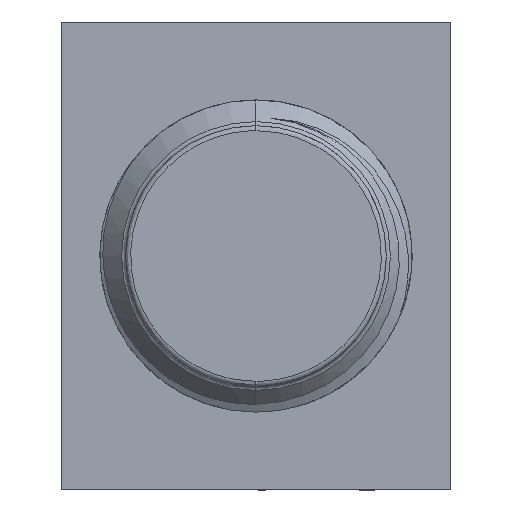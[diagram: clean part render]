
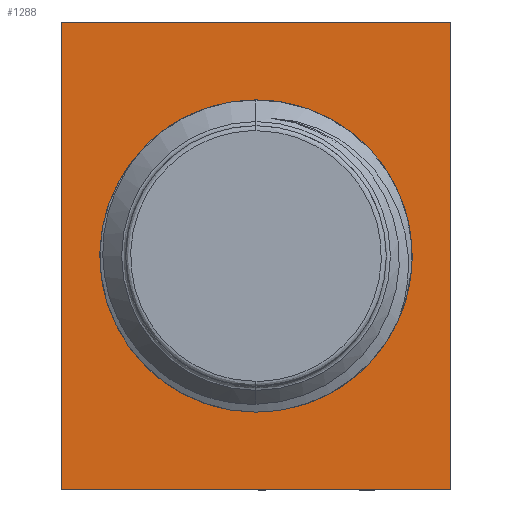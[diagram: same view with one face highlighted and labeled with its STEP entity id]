
A CAD part, left-side view. The second image highlights one B-rep face of the part: STEP entity #1288.
In plain terms, the highlighted planar face has unit normal (-1, 0, 0).
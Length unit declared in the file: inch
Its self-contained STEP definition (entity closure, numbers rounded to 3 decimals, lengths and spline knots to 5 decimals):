
#36 = ORIENTED_EDGE ( 'NONE', *, *, #536, .T. ) ;
#47 = ORIENTED_EDGE ( 'NONE', *, *, #83, .F. ) ;
#51 = LINE ( 'NONE', #1468, #2495 ) ;
#83 = EDGE_CURVE ( 'NONE', #1834, #1002, #843, .T. ) ;
#153 = EDGE_CURVE ( 'NONE', #1227, #1535, #1381, .T. ) ;
#267 = VERTEX_POINT ( 'NONE', #1523 ) ;
#304 = CIRCLE ( 'NONE', #1807, 0.10433 ) ;
#314 = DIRECTION ( 'NONE',  ( 1., 0., 0. ) ) ;
#381 = LINE ( 'NONE', #1932, #1165 ) ;
#388 = AXIS2_PLACEMENT_3D ( 'NONE', #1854, #474, #2423 ) ;
#402 = CARTESIAN_POINT ( 'NONE',  ( 0.31102, 0., 0.10433 ) ) ;
#433 = EDGE_LOOP ( 'NONE', ( #47, #500 ) ) ;
#460 = CARTESIAN_POINT ( 'NONE',  ( 0.31102, 0., 0. ) ) ;
#474 = DIRECTION ( 'NONE',  ( -1., 0., 0. ) ) ;
#490 = DIRECTION ( 'NONE',  ( 0., 1., 0. ) ) ;
#500 = ORIENTED_EDGE ( 'NONE', *, *, #1581, .F. ) ;
#507 = PLANE ( 'NONE',  #2090 ) ;
#531 = CARTESIAN_POINT ( 'NONE',  ( 0.31102, -0.15591, 0.1874 ) ) ;
#536 = EDGE_CURVE ( 'NONE', #1535, #1141, #1916, .T. ) ;
#678 = CARTESIAN_POINT ( 'NONE',  ( 0.31102, 0., -0.10433 ) ) ;
#696 = EDGE_LOOP ( 'NONE', ( #36, #1617, #1340, #1630 ) ) ;
#725 = EDGE_CURVE ( 'NONE', #1141, #267, #51, .T. ) ;
#843 = CIRCLE ( 'NONE', #388, 0.10433 ) ;
#884 = VECTOR ( 'NONE', #1530, 39.37008 ) ;
#892 = FACE_BOUND ( 'NONE', #433, .T. ) ;
#1002 = VERTEX_POINT ( 'NONE', #678 ) ;
#1090 = DIRECTION ( 'NONE',  ( 0., 0., -1. ) ) ;
#1141 = VERTEX_POINT ( 'NONE', #2083 ) ;
#1165 = VECTOR ( 'NONE', #2334, 39.37008 ) ;
#1227 = VERTEX_POINT ( 'NONE', #531 ) ;
#1265 = CARTESIAN_POINT ( 'NONE',  ( 0.31102, 0.15591, 0.1874 ) ) ;
#1288 = ADVANCED_FACE ( 'NONE', ( #892, #2235 ), #507, .F. ) ;
#1340 = ORIENTED_EDGE ( 'NONE', *, *, #2176, .T. ) ;
#1381 = LINE ( 'NONE', #1265, #2168 ) ;
#1440 = CARTESIAN_POINT ( 'NONE',  ( 0.31102, 0.15591, 0.1874 ) ) ;
#1452 = DIRECTION ( 'NONE',  ( 0., 0., 1. ) ) ;
#1468 = CARTESIAN_POINT ( 'NONE',  ( 0.31102, 0.15591, -0.1874 ) ) ;
#1523 = CARTESIAN_POINT ( 'NONE',  ( 0.31102, -0.15591, -0.1874 ) ) ;
#1530 = DIRECTION ( 'NONE',  ( 0., 0., -1. ) ) ;
#1535 = VERTEX_POINT ( 'NONE', #1440 ) ;
#1581 = EDGE_CURVE ( 'NONE', #1002, #1834, #304, .T. ) ;
#1617 = ORIENTED_EDGE ( 'NONE', *, *, #725, .T. ) ;
#1630 = ORIENTED_EDGE ( 'NONE', *, *, #153, .T. ) ;
#1720 = CARTESIAN_POINT ( 'NONE',  ( 0.31102, 0.15591, 0.1874 ) ) ;
#1807 = AXIS2_PLACEMENT_3D ( 'NONE', #460, #2007, #1452 ) ;
#1834 = VERTEX_POINT ( 'NONE', #402 ) ;
#1854 = CARTESIAN_POINT ( 'NONE',  ( 0.31102, 0., 0. ) ) ;
#1861 = CARTESIAN_POINT ( 'NONE',  ( 0.31102, 0., 0. ) ) ;
#1916 = LINE ( 'NONE', #1720, #884 ) ;
#1932 = CARTESIAN_POINT ( 'NONE',  ( 0.31102, -0.15591, 0.1874 ) ) ;
#2007 = DIRECTION ( 'NONE',  ( -1., 0., 0. ) ) ;
#2036 = DIRECTION ( 'NONE',  ( 0., -1., 0. ) ) ;
#2083 = CARTESIAN_POINT ( 'NONE',  ( 0.31102, 0.15591, -0.1874 ) ) ;
#2090 = AXIS2_PLACEMENT_3D ( 'NONE', #1861, #314, #1090 ) ;
#2168 = VECTOR ( 'NONE', #490, 39.37008 ) ;
#2176 = EDGE_CURVE ( 'NONE', #267, #1227, #381, .T. ) ;
#2235 = FACE_OUTER_BOUND ( 'NONE', #696, .T. ) ;
#2334 = DIRECTION ( 'NONE',  ( 0., 0., 1. ) ) ;
#2423 = DIRECTION ( 'NONE',  ( 0., 0., 1. ) ) ;
#2495 = VECTOR ( 'NONE', #2036, 39.37008 ) ;
